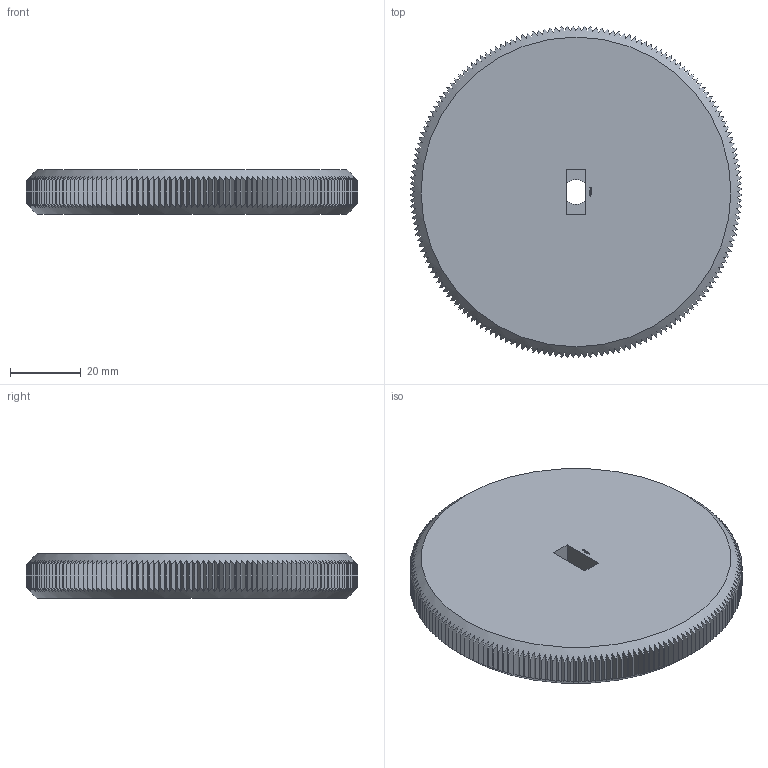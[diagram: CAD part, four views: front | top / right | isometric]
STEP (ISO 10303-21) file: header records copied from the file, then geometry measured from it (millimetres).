
FILE_DESCRIPTION(('FreeCAD Model'),'2;1');
FILE_NAME('Open CASCADE Shape Model','2024-01-03T19:04:21',(''),(''), 'Open CASCADE STEP processor 7.6','FreeCAD','Unknown');
FILE_SCHEMA(('AUTOMOTIVE_DESIGN { 1 0 10303 214 1 1 1 1 }'));
Products named in the file (1): Knob KNR BVD SCR ISR BU01.00x07.50 - SPN-KNB-0025 (stemfie.org)
Bounding box: 93.74 x 93.74 x 12.5 mm (x, y, z)
Volume: 81331.6 mm3; surface area: 18722.7 mm2
Topology: 1 solids, 1 shells, 1034 faces, 2994 edges, 1994 vertices
Faces by surface type: plane 684, cylinder 182, extrusion 164, cone 4
Entity records: 75836 total; most frequent: CARTESIAN_POINT 17283, DIRECTION 10598, ORIENTED_EDGE 5988, PCURVE 5988, DEFINITIONAL_REPRESENTATION 5988, VECTOR 5944, LINE 5780, EDGE_CURVE 2994
